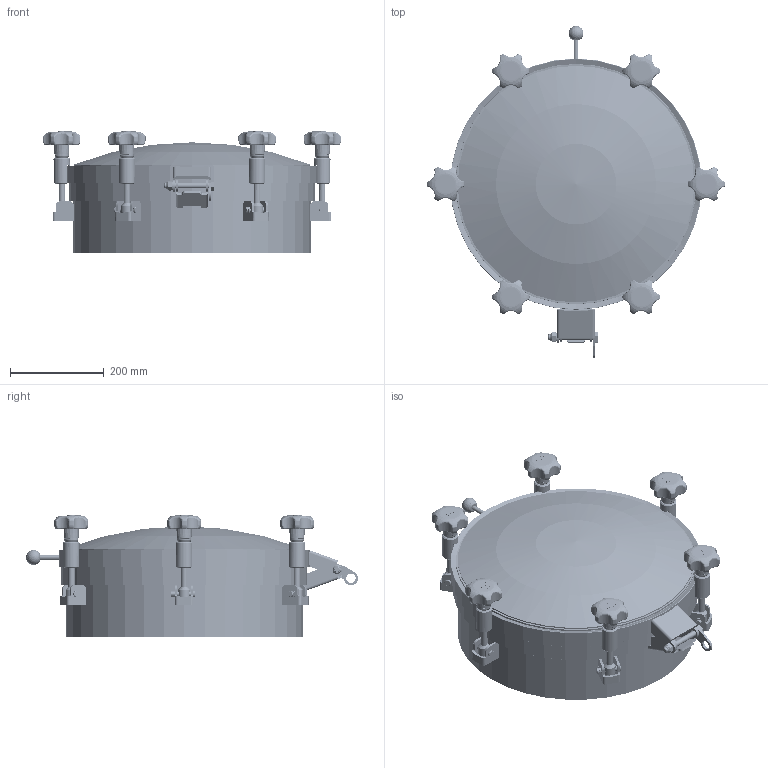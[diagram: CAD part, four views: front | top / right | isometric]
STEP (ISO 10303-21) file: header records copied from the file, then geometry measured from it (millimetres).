
FILE_DESCRIPTION(/* description */ ('Unknown'),/* implementation_level */ '2;1');
FILE_NAME(/* name */ 'MOD 500L rev 01',/* time_stamp */ '2016-07-04T11:23:19+02:00',/* author */ ('Unknown'),/* organization */ ('Unknown'),/* preprocessor_version */ 'ST-DEVELOPER v16',/* originating_system */ 'DEX',/* authorisation */ $);
FILE_SCHEMA (('AP242_MANAGED_MODEL_BASED_3D_ENGINEERING_MIM_LF { 1 0 10303 442 1 1 4 }','AUTOMOTIVE_DESIGN {1 0 10303 214 3 1 1}'));
Length unit declared in the file: millimetre
Products named in the file (25): MOD 500L rev 01; 7TA9520 rev 01; 8AL23 rev 0; 81116 rev 01; 82034 rev 0; 7CA9520 rev 0; 73103 rev 02; 8A413 rev 02; 8AS133; 97258; 82020 rev 01; 95421; 93009 rev 02; 91007 rev 05; 97205 rev 0; 94170 c_rond; 94170 rev 0; 94170_1 rev 0; 97057; 9627 rev 01; 95034; 97239 rev 0; 95209; 97321
Assembly tree (59 placements, depth 4):
  MOD 500L rev 01
    7TA9520 rev 01
      8AL23 rev 0
      81116 rev 01  x6
      82034 rev 0
    7CA9520 rev 0
      73103 rev 02
        8A413 rev 02
        8AS133
      97258
      82020 rev 01
    95421  x6
    93009 rev 02  x6
    91007 rev 05  x6
    97205 rev 0  x6
    94170 c_rond  x6
      94170 rev 0
        94170 rev 0
        94170_1 rev 0
      97057
    9627 rev 01
    95034
    97239 rev 0
    95209
    97321  x6
Bounding box: 636.61 x 708.42 x 258.84 mm (x, y, z)
Volume: 4682229 mm3; surface area: 1630900 mm2
Topology: 64 solids, 64 shells, 19254 faces, 36611 edges, 17325 vertices
Faces by surface type: plane 9776, cone 7915, cylinder 695, bspline 562, torus 267, sphere 39
Full cylindrical faces by diameter (mm): 8.376 x1, 10 x8, 10.106 x1, 10.5 x1, 11.835 x6, 12 x13, 12.5 x18, 13 x2, 14 x18, 14.5 x6, 16.5 x12, 17 x6, 17.5 x6, 18 x6, 18.3 x6, 18.5 x12, 18.6 x6, 19 x6, 20 x6, 20.2 x1, 21.7 x6, 22 x12, 25 x12, 25.8 x6, 30 x6, 35 x6, 498 x1, 500 x1, 505 x2, 505.6 x1
Entity records: 107098 total; most frequent: CARTESIAN_POINT 25783, ORIENTED_EDGE 12532, DIRECTION 12116, EDGE_CURVE 6266, AXIS2_PLACEMENT_3D 5381, FACE_BOUND 3491, EDGE_LOOP 3489, ADVANCED_FACE 3344
